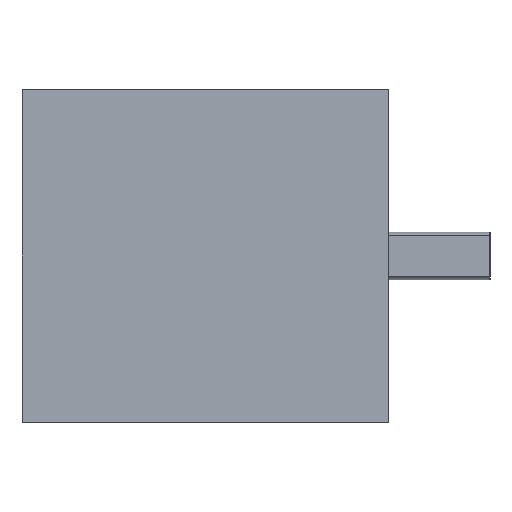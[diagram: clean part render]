
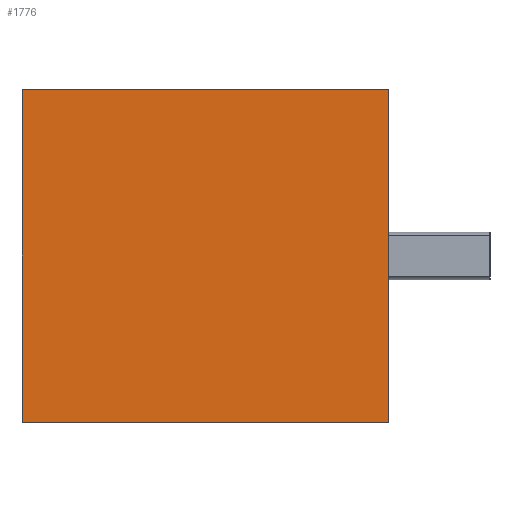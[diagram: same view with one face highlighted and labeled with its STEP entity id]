
A CAD part, left-side view. The second image highlights one B-rep face of the part: STEP entity #1776.
In plain terms, the highlighted planar face has unit normal (-1, 0, 0).
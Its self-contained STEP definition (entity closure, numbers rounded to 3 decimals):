
#236 = DIRECTION ( 'NONE',  ( 0., 0., -1. ) ) ;
#305 = EDGE_CURVE ( 'NONE', #740, #531, #362, .T. ) ;
#325 = VERTEX_POINT ( 'NONE', #1756 ) ;
#339 = CARTESIAN_POINT ( 'NONE',  ( -12.1, 10.8, 4.9 ) ) ;
#342 = LINE ( 'NONE', #2145, #512 ) ;
#362 = LINE ( 'NONE', #371, #1149 ) ;
#371 = CARTESIAN_POINT ( 'NONE',  ( -12.1, 10.8, -4.9 ) ) ;
#457 = EDGE_CURVE ( 'NONE', #325, #531, #342, .T. ) ;
#495 = DIRECTION ( 'NONE',  ( 1., 0., 0. ) ) ;
#512 = VECTOR ( 'NONE', #236, 1000. ) ;
#531 = VERTEX_POINT ( 'NONE', #1151 ) ;
#546 = DIRECTION ( 'NONE',  ( 0., 0., 1. ) ) ;
#555 = EDGE_LOOP ( 'NONE', ( #635, #1737, #1229, #1252 ) ) ;
#635 = ORIENTED_EDGE ( 'NONE', *, *, #1569, .F. ) ;
#655 = LINE ( 'NONE', #1003, #1514 ) ;
#697 = CARTESIAN_POINT ( 'NONE',  ( -12.1, 10.8, 4.9 ) ) ;
#740 = VERTEX_POINT ( 'NONE', #1020 ) ;
#898 = DIRECTION ( 'NONE',  ( 0., -1., 0. ) ) ;
#932 = LINE ( 'NONE', #1015, #1321 ) ;
#1003 = CARTESIAN_POINT ( 'NONE',  ( -12.1, 10.8, 4.9 ) ) ;
#1015 = CARTESIAN_POINT ( 'NONE',  ( -12.1, 10.8, 4.9 ) ) ;
#1020 = CARTESIAN_POINT ( 'NONE',  ( -12.1, 10.8, -4.9 ) ) ;
#1149 = VECTOR ( 'NONE', #898, 1000. ) ;
#1151 = CARTESIAN_POINT ( 'NONE',  ( -12.1, 0., -4.9 ) ) ;
#1229 = ORIENTED_EDGE ( 'NONE', *, *, #305, .T. ) ;
#1252 = ORIENTED_EDGE ( 'NONE', *, *, #457, .F. ) ;
#1321 = VECTOR ( 'NONE', #546, 1000. ) ;
#1474 = EDGE_CURVE ( 'NONE', #740, #2000, #932, .T. ) ;
#1514 = VECTOR ( 'NONE', #2186, 1000. ) ;
#1538 = DIRECTION ( 'NONE',  ( 0., 0., -1. ) ) ;
#1569 = EDGE_CURVE ( 'NONE', #2000, #325, #655, .T. ) ;
#1610 = AXIS2_PLACEMENT_3D ( 'NONE', #697, #495, #1538 ) ;
#1665 = FACE_OUTER_BOUND ( 'NONE', #555, .T. ) ;
#1737 = ORIENTED_EDGE ( 'NONE', *, *, #1474, .F. ) ;
#1756 = CARTESIAN_POINT ( 'NONE',  ( -12.1, 0., 4.9 ) ) ;
#1776 = ADVANCED_FACE ( 'NONE', ( #1665 ), #1940, .F. ) ;
#1940 = PLANE ( 'NONE',  #1610 ) ;
#2000 = VERTEX_POINT ( 'NONE', #339 ) ;
#2145 = CARTESIAN_POINT ( 'NONE',  ( -12.1, 0., -4.9 ) ) ;
#2186 = DIRECTION ( 'NONE',  ( 0., -1., 0. ) ) ;
